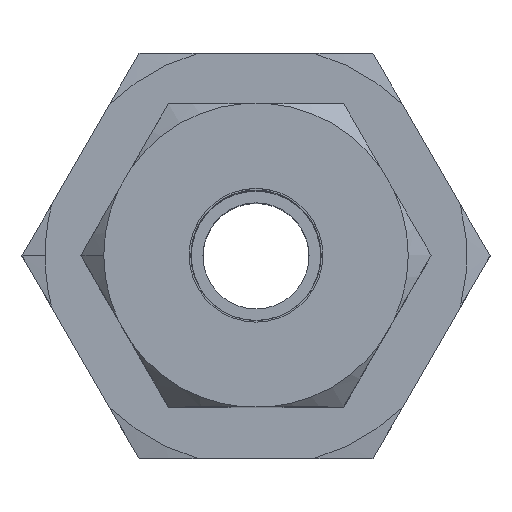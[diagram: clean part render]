
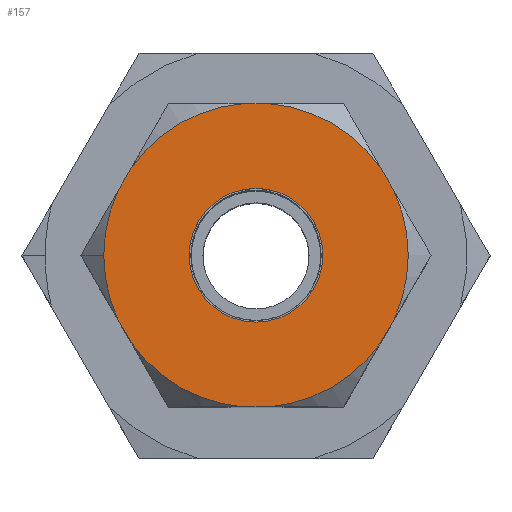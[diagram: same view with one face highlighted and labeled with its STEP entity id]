
A CAD part, top view. The second image highlights one B-rep face of the part: STEP entity #157.
In plain terms, the highlighted planar face has unit normal (0, 0, 1).
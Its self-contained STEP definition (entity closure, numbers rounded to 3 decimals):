
#7 = VERTEX_POINT ( 'NONE', #1029 ) ;
#9 = EDGE_CURVE ( 'NONE', #10, #11, #1026, .T. ) ;
#10 = VERTEX_POINT ( 'NONE', #1125 ) ;
#11 = VERTEX_POINT ( 'NONE', #1135 ) ;
#67 = VERTEX_POINT ( 'NONE', #1164 ) ;
#71 = EDGE_CURVE ( 'NONE', #67, #72, #1161, .T. ) ;
#72 = VERTEX_POINT ( 'NONE', #1156 ) ;
#98 = VERTEX_POINT ( 'NONE', #1288 ) ;
#100 = VERTEX_POINT ( 'NONE', #1305 ) ;
#103 = VERTEX_POINT ( 'NONE', #1304 ) ;
#105 = VERTEX_POINT ( 'NONE', #1302 ) ;
#110 = EDGE_CURVE ( 'NONE', #140, #7, #1333, .T. ) ;
#140 = VERTEX_POINT ( 'NONE', #1454 ) ;
#149 = ORIENTED_EDGE ( 'NONE', *, *, #9, .T. ) ;
#150 = ORIENTED_EDGE ( 'NONE', *, *, #151, .T. ) ;
#151 = EDGE_CURVE ( 'NONE', #11, #222, #1414, .T. ) ;
#152 = ORIENTED_EDGE ( 'NONE', *, *, #187, .T. ) ;
#157 = ADVANCED_FACE ( 'NONE', ( #1402, #1397 ), #1396, .F. ) ;
#178 = VERTEX_POINT ( 'NONE', #1387 ) ;
#180 = EDGE_CURVE ( 'NONE', #100, #103, #1386, .T. ) ;
#187 = EDGE_CURVE ( 'NONE', #222, #98, #1381, .T. ) ;
#212 = EDGE_CURVE ( 'NONE', #213, #140, #1086, .T. ) ;
#213 = VERTEX_POINT ( 'NONE', #1752 ) ;
#216 = EDGE_CURVE ( 'NONE', #271, #178, #1653, .T. ) ;
#220 = EDGE_CURVE ( 'NONE', #291, #105, #1664, .T. ) ;
#222 = VERTEX_POINT ( 'NONE', #1558 ) ;
#237 = EDGE_CURVE ( 'NONE', #103, #10, #1572, .T. ) ;
#238 = ORIENTED_EDGE ( 'NONE', *, *, #239, .T. ) ;
#239 = EDGE_CURVE ( 'NONE', #98, #291, #1579, .T. ) ;
#240 = ORIENTED_EDGE ( 'NONE', *, *, #220, .T. ) ;
#241 = ORIENTED_EDGE ( 'NONE', *, *, #242, .T. ) ;
#242 = EDGE_CURVE ( 'NONE', #105, #271, #1593, .T. ) ;
#243 = ORIENTED_EDGE ( 'NONE', *, *, #71, .F. ) ;
#244 = EDGE_LOOP ( 'NONE', ( #269, #264, #149, #150, #152, #238, #240, #241, #260, #261, #263, #284, #285 ) ) ;
#260 = ORIENTED_EDGE ( 'NONE', *, *, #216, .T. ) ;
#261 = ORIENTED_EDGE ( 'NONE', *, *, #262, .T. ) ;
#262 = EDGE_CURVE ( 'NONE', #178, #213, #1688, .T. ) ;
#263 = ORIENTED_EDGE ( 'NONE', *, *, #212, .T. ) ;
#264 = ORIENTED_EDGE ( 'NONE', *, *, #237, .T. ) ;
#269 = ORIENTED_EDGE ( 'NONE', *, *, #180, .T. ) ;
#271 = VERTEX_POINT ( 'NONE', #1731 ) ;
#274 = EDGE_LOOP ( 'NONE', ( #292, #243 ) ) ;
#284 = ORIENTED_EDGE ( 'NONE', *, *, #110, .T. ) ;
#285 = ORIENTED_EDGE ( 'NONE', *, *, #286, .T. ) ;
#286 = EDGE_CURVE ( 'NONE', #7, #100, #1649, .T. ) ;
#291 = VERTEX_POINT ( 'NONE', #1683 ) ;
#292 = ORIENTED_EDGE ( 'NONE', *, *, #293, .F. ) ;
#293 = EDGE_CURVE ( 'NONE', #72, #67, #1671, .T. ) ;
#1025 = AXIS2_PLACEMENT_3D ( 'NONE', #1134, #1146, #1136 ) ;
#1026 = CIRCLE ( 'NONE', #1025, 7.174 ) ;
#1029 = CARTESIAN_POINT ( 'NONE',  ( -6.486, -3.066, 19.25 ) ) ;
#1086 = CIRCLE ( 'NONE', #1253, 7.174 ) ;
#1125 = CARTESIAN_POINT ( 'NONE',  ( 0.587, -7.15, 19.25 ) ) ;
#1134 = CARTESIAN_POINT ( 'NONE',  ( 0., 0., 19.25 ) ) ;
#1135 = CARTESIAN_POINT ( 'NONE',  ( 5.898, -4.084, 19.25 ) ) ;
#1136 = DIRECTION ( 'NONE',  ( 1., 0., 0. ) ) ;
#1146 = DIRECTION ( 'NONE',  ( 0., 0., 1. ) ) ;
#1156 = CARTESIAN_POINT ( 'NONE',  ( 3.15, 0., 19.25 ) ) ;
#1157 = DIRECTION ( 'NONE',  ( 1., 0., 0. ) ) ;
#1158 = DIRECTION ( 'NONE',  ( 0., 0., 1. ) ) ;
#1159 = CARTESIAN_POINT ( 'NONE',  ( 0., 0., 19.25 ) ) ;
#1160 = AXIS2_PLACEMENT_3D ( 'NONE', #1159, #1158, #1157 ) ;
#1161 = CIRCLE ( 'NONE', #1160, 3.15 ) ;
#1164 = CARTESIAN_POINT ( 'NONE',  ( -3.15, 0., 19.25 ) ) ;
#1249 = DIRECTION ( 'NONE',  ( 1., 0., 0. ) ) ;
#1250 = DIRECTION ( 'NONE',  ( 0., 0., 1. ) ) ;
#1252 = CARTESIAN_POINT ( 'NONE',  ( 0., 0., 19.25 ) ) ;
#1253 = AXIS2_PLACEMENT_3D ( 'NONE', #1252, #1250, #1249 ) ;
#1288 = CARTESIAN_POINT ( 'NONE',  ( 6.486, 3.066, 19.25 ) ) ;
#1302 = CARTESIAN_POINT ( 'NONE',  ( 0.587, 7.15, 19.25 ) ) ;
#1304 = CARTESIAN_POINT ( 'NONE',  ( -0.587, -7.15, 19.25 ) ) ;
#1305 = CARTESIAN_POINT ( 'NONE',  ( -5.898, -4.084, 19.25 ) ) ;
#1323 = DIRECTION ( 'NONE',  ( 1., 0., 0. ) ) ;
#1333 = CIRCLE ( 'NONE', #1336, 7.174 ) ;
#1336 = AXIS2_PLACEMENT_3D ( 'NONE', #1345, #1347, #1323 ) ;
#1345 = CARTESIAN_POINT ( 'NONE',  ( 0., 0., 19.25 ) ) ;
#1347 = DIRECTION ( 'NONE',  ( 0., 0., 1. ) ) ;
#1377 = DIRECTION ( 'NONE',  ( 1., 0., 0. ) ) ;
#1378 = DIRECTION ( 'NONE',  ( 0., 0., 1. ) ) ;
#1379 = CARTESIAN_POINT ( 'NONE',  ( 0., 0., 19.25 ) ) ;
#1380 = AXIS2_PLACEMENT_3D ( 'NONE', #1379, #1378, #1377 ) ;
#1381 = CIRCLE ( 'NONE', #1380, 7.174 ) ;
#1382 = DIRECTION ( 'NONE',  ( 1., 0., 0. ) ) ;
#1383 = DIRECTION ( 'NONE',  ( 0., 0., 1. ) ) ;
#1384 = CARTESIAN_POINT ( 'NONE',  ( 0., 0., 19.25 ) ) ;
#1385 = AXIS2_PLACEMENT_3D ( 'NONE', #1384, #1383, #1382 ) ;
#1386 = CIRCLE ( 'NONE', #1385, 7.174 ) ;
#1387 = CARTESIAN_POINT ( 'NONE',  ( -5.898, 4.084, 19.25 ) ) ;
#1392 = DIRECTION ( 'NONE',  ( -1., 0., 0. ) ) ;
#1393 = DIRECTION ( 'NONE',  ( 0., 0., -1. ) ) ;
#1394 = AXIS2_PLACEMENT_3D ( 'NONE', #1395, #1393, #1392 ) ;
#1395 = CARTESIAN_POINT ( 'NONE',  ( 0., 7.174, 19.25 ) ) ;
#1396 = PLANE ( 'NONE',  #1394 ) ;
#1397 = FACE_OUTER_BOUND ( 'NONE', #244, .T. ) ;
#1402 = FACE_BOUND ( 'NONE', #274, .T. ) ;
#1411 = DIRECTION ( 'NONE',  ( 0.5, 0.866, 0. ) ) ;
#1412 = VECTOR ( 'NONE', #1411, 1000. ) ;
#1413 = CARTESIAN_POINT ( 'NONE',  ( 4.128, -7.15, 19.25 ) ) ;
#1414 = LINE ( 'NONE', #1413, #1412 ) ;
#1454 = CARTESIAN_POINT ( 'NONE',  ( -7.174, 0., 19.25 ) ) ;
#1558 = CARTESIAN_POINT ( 'NONE',  ( 6.486, -3.066, 19.25 ) ) ;
#1559 = DIRECTION ( 'NONE',  ( 0., 0., 1. ) ) ;
#1560 = CARTESIAN_POINT ( 'NONE',  ( 0., 0., 19.25 ) ) ;
#1561 = AXIS2_PLACEMENT_3D ( 'NONE', #1560, #1559, #1741 ) ;
#1571 = CARTESIAN_POINT ( 'NONE',  ( -4.128, -7.15, 19.25 ) ) ;
#1572 = LINE ( 'NONE', #1571, #1581 ) ;
#1576 = DIRECTION ( 'NONE',  ( -0.5, 0.866, 0. ) ) ;
#1577 = VECTOR ( 'NONE', #1576, 1000. ) ;
#1578 = CARTESIAN_POINT ( 'NONE',  ( 8.256, 0., 19.25 ) ) ;
#1579 = LINE ( 'NONE', #1578, #1577 ) ;
#1580 = DIRECTION ( 'NONE',  ( 1., 0., 0. ) ) ;
#1581 = VECTOR ( 'NONE', #1580, 1000. ) ;
#1590 = DIRECTION ( 'NONE',  ( -1., 0., 0. ) ) ;
#1591 = VECTOR ( 'NONE', #1590, 1000. ) ;
#1592 = CARTESIAN_POINT ( 'NONE',  ( 4.128, 7.15, 19.25 ) ) ;
#1593 = LINE ( 'NONE', #1592, #1591 ) ;
#1646 = DIRECTION ( 'NONE',  ( 0.5, -0.866, 0. ) ) ;
#1647 = VECTOR ( 'NONE', #1646, 1000. ) ;
#1648 = CARTESIAN_POINT ( 'NONE',  ( -8.256, 0., 19.25 ) ) ;
#1649 = LINE ( 'NONE', #1648, #1647 ) ;
#1653 = CIRCLE ( 'NONE', #1726, 7.174 ) ;
#1662 = DIRECTION ( 'NONE',  ( -0.5, -0.866, 0. ) ) ;
#1663 = VECTOR ( 'NONE', #1662, 1000. ) ;
#1664 = CIRCLE ( 'NONE', #1561, 7.174 ) ;
#1665 = DIRECTION ( 'NONE',  ( 1., 0., 0. ) ) ;
#1667 = DIRECTION ( 'NONE',  ( 1., 0., 0. ) ) ;
#1668 = DIRECTION ( 'NONE',  ( 0., 0., 1. ) ) ;
#1669 = CARTESIAN_POINT ( 'NONE',  ( 0., 0., 19.25 ) ) ;
#1670 = AXIS2_PLACEMENT_3D ( 'NONE', #1669, #1668, #1667 ) ;
#1671 = CIRCLE ( 'NONE', #1670, 3.15 ) ;
#1683 = CARTESIAN_POINT ( 'NONE',  ( 5.898, 4.084, 19.25 ) ) ;
#1685 = CARTESIAN_POINT ( 'NONE',  ( 0., 0., 19.25 ) ) ;
#1687 = CARTESIAN_POINT ( 'NONE',  ( -4.128, 7.15, 19.25 ) ) ;
#1688 = LINE ( 'NONE', #1687, #1663 ) ;
#1725 = DIRECTION ( 'NONE',  ( 0., 0., 1. ) ) ;
#1726 = AXIS2_PLACEMENT_3D ( 'NONE', #1685, #1725, #1665 ) ;
#1731 = CARTESIAN_POINT ( 'NONE',  ( -0.587, 7.15, 19.25 ) ) ;
#1741 = DIRECTION ( 'NONE',  ( 1., 0., 0. ) ) ;
#1752 = CARTESIAN_POINT ( 'NONE',  ( -6.486, 3.066, 19.25 ) ) ;
